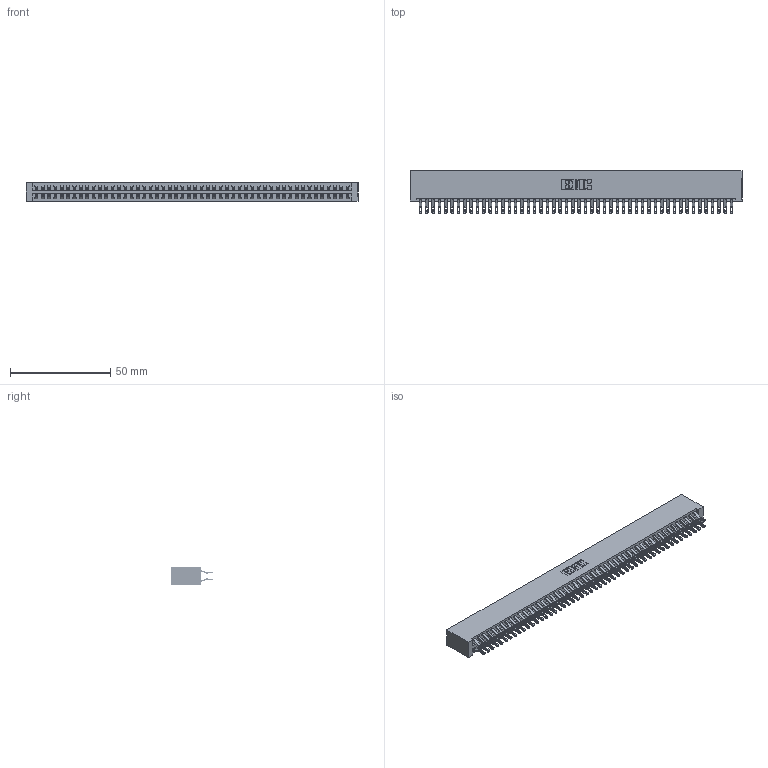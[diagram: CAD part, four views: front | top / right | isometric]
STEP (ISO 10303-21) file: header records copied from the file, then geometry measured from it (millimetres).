
FILE_DESCRIPTION (( 'STEP AP203' ), '1' );
FILE_NAME ('396-100-555-201.STEP', '2018-09-14T07:38:17', ( '' ), ( '' ), 'SwSTEP 2.0', 'SolidWorks 2016', '' );
FILE_SCHEMA (( 'CONFIG_CONTROL_DESIGN' ));
Length unit declared in the file: inch
Products named in the file (3): 346 Part_No Mounting Lugs; 345-292-001_555 Tail; 396-100-555-201
Assembly tree (101 placements, depth 2):
  396-100-555-201
    346 Part_No Mounting Lugs
    345-292-001_555 Tail  x100
Bounding box: 165.99 x 21.46 x 9.4 mm (x, y, z)
Volume: 17111.5 mm3; surface area: 24843.7 mm2
Topology: 101 solids, 101 shells, 5914 faces, 18605 edges, 12402 vertices
Faces by surface type: plane 3372, cylinder 2542
Entity records: 31603 total; most frequent: CARTESIAN_POINT 5230, ORIENTED_EDGE 5134, DIRECTION 4623, EDGE_CURVE 2567, VECTOR 2223, LINE 2223, VERTEX_POINT 1710, AXIS2_PLACEMENT_3D 1200
